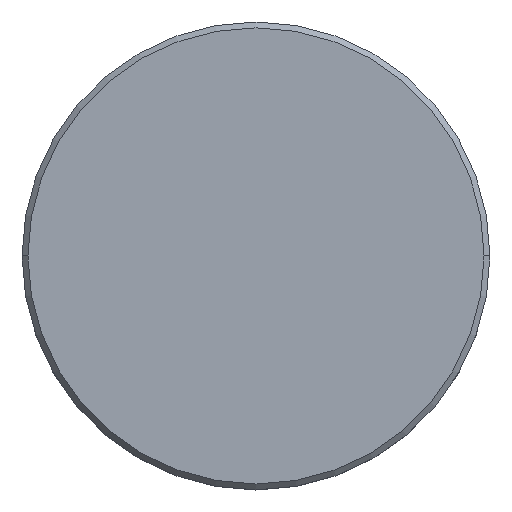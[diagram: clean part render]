
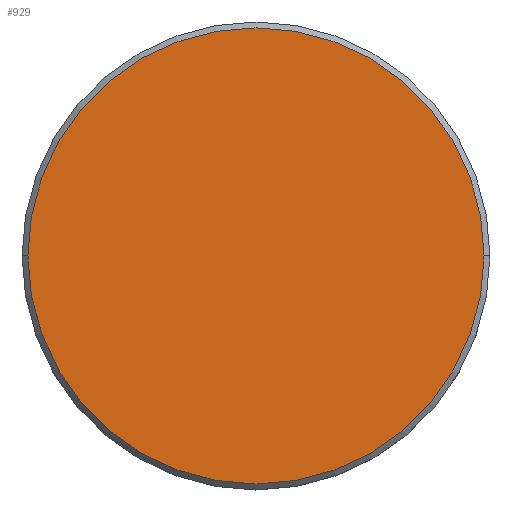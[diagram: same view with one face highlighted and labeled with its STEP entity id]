
A CAD part, top view. The second image highlights one B-rep face of the part: STEP entity #929.
In plain terms, the highlighted planar face has unit normal (0, 0, 1).
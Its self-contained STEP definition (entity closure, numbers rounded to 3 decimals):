
#17 = FACE_OUTER_BOUND ( 'NONE', #942, .T. ) ;
#55 = CARTESIAN_POINT ( 'NONE',  ( 0., 0., 0. ) ) ;
#208 = DIRECTION ( 'NONE',  ( 1., 0., 0. ) ) ;
#268 = CARTESIAN_POINT ( 'NONE',  ( 19.5, 0., 0. ) ) ;
#288 = ORIENTED_EDGE ( 'NONE', *, *, #1077, .T. ) ;
#292 = DIRECTION ( 'NONE',  ( 0., 0., 1. ) ) ;
#336 = AXIS2_PLACEMENT_3D ( 'NONE', #1024, #292, #208 ) ;
#385 = PLANE ( 'NONE',  #336 ) ;
#440 = ORIENTED_EDGE ( 'NONE', *, *, #655, .T. ) ;
#507 = CIRCLE ( 'NONE', #1171, 19.5 ) ;
#510 = CIRCLE ( 'NONE', #567, 19.5 ) ;
#567 = AXIS2_PLACEMENT_3D ( 'NONE', #55, #624, #901 ) ;
#624 = DIRECTION ( 'NONE',  ( 0., 0., 1. ) ) ;
#655 = EDGE_CURVE ( 'NONE', #1159, #1169, #507, .T. ) ;
#767 = DIRECTION ( 'NONE',  ( 0., 0., 1. ) ) ;
#901 = DIRECTION ( 'NONE',  ( 1., 0., 0. ) ) ;
#929 = ADVANCED_FACE ( 'NONE', ( #17 ), #385, .T. ) ;
#942 = EDGE_LOOP ( 'NONE', ( #440, #288 ) ) ;
#1024 = CARTESIAN_POINT ( 'NONE',  ( 0., 0., 0. ) ) ;
#1077 = EDGE_CURVE ( 'NONE', #1169, #1159, #510, .T. ) ;
#1121 = CARTESIAN_POINT ( 'NONE',  ( 0., 0., 0. ) ) ;
#1142 = DIRECTION ( 'NONE',  ( 1., 0., 0. ) ) ;
#1159 = VERTEX_POINT ( 'NONE', #1179 ) ;
#1169 = VERTEX_POINT ( 'NONE', #268 ) ;
#1171 = AXIS2_PLACEMENT_3D ( 'NONE', #1121, #767, #1142 ) ;
#1179 = CARTESIAN_POINT ( 'NONE',  ( -19.5, 0., 0. ) ) ;
